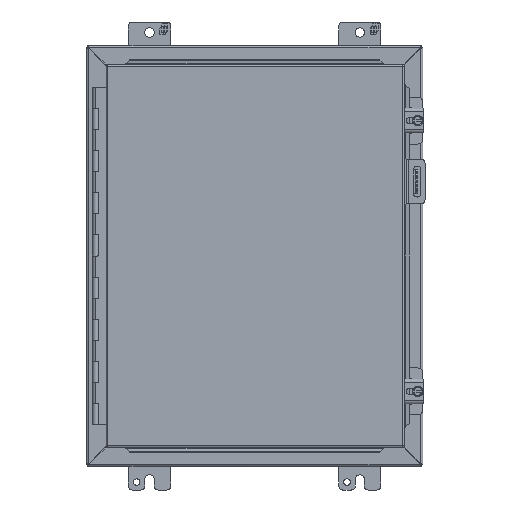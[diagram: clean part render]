
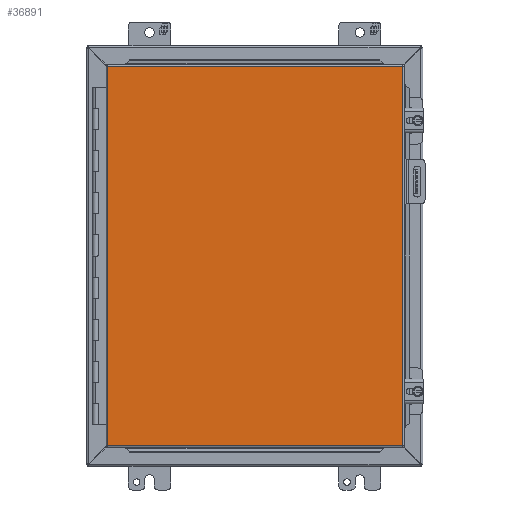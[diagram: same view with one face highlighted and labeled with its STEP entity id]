
A CAD part, front view. The second image highlights one B-rep face of the part: STEP entity #36891.
In plain terms, the highlighted planar face has unit normal (0, -1, 0).
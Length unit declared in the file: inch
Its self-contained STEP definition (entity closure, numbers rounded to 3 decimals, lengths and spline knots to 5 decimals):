
#562 = EDGE_CURVE ( 'NONE', #38550, #15197, #35868, .T. ) ;
#2697 = DIRECTION ( 'NONE',  ( 1., 0., 0. ) ) ;
#3590 = ORIENTED_EDGE ( 'NONE', *, *, #14426, .T. ) ;
#4041 = DIRECTION ( 'NONE',  ( -1., 0., 0. ) ) ;
#4150 = DIRECTION ( 'NONE',  ( 0., 0., -1. ) ) ;
#6815 = ORIENTED_EDGE ( 'NONE', *, *, #20615, .T. ) ;
#6938 = DIRECTION ( 'NONE',  ( 0., 0., 1. ) ) ;
#10998 = CARTESIAN_POINT ( 'NONE',  ( -6.98426, -9.18504, 9.02376 ) ) ;
#11776 = FACE_OUTER_BOUND ( 'NONE', #38050, .T. ) ;
#14426 = EDGE_CURVE ( 'NONE', #24730, #23737, #37855, .T. ) ;
#14640 = ORIENTED_EDGE ( 'NONE', *, *, #562, .T. ) ;
#14947 = PLANE ( 'NONE',  #19702 ) ;
#15197 = VERTEX_POINT ( 'NONE', #30951 ) ;
#15571 = VECTOR ( 'NONE', #2697, 39.37008 ) ;
#15859 = VECTOR ( 'NONE', #35655, 39.37008 ) ;
#18235 = CARTESIAN_POINT ( 'NONE',  ( -6.98426, -9.18504, 9.02376 ) ) ;
#18321 = CARTESIAN_POINT ( 'NONE',  ( -6.98426, -9.18504, 9.02376 ) ) ;
#19582 = VECTOR ( 'NONE', #6938, 39.37008 ) ;
#19702 = AXIS2_PLACEMENT_3D ( 'NONE', #32126, #21713, #4150 ) ;
#20615 = EDGE_CURVE ( 'NONE', #15197, #24730, #23896, .T. ) ;
#21403 = CARTESIAN_POINT ( 'NONE',  ( 7.04626, -9.18504, 9.02376 ) ) ;
#21713 = DIRECTION ( 'NONE',  ( 0., -1., 0. ) ) ;
#23737 = VERTEX_POINT ( 'NONE', #21403 ) ;
#23896 = LINE ( 'NONE', #37642, #15571 ) ;
#24730 = VERTEX_POINT ( 'NONE', #35204 ) ;
#28742 = EDGE_CURVE ( 'NONE', #23737, #38550, #35618, .T. ) ;
#29620 = CARTESIAN_POINT ( 'NONE',  ( 7.04626, -9.18504, 9.02376 ) ) ;
#30951 = CARTESIAN_POINT ( 'NONE',  ( -6.98426, -9.18504, -9.02376 ) ) ;
#32126 = CARTESIAN_POINT ( 'NONE',  ( -6.98426, -9.18504, 9.02376 ) ) ;
#35204 = CARTESIAN_POINT ( 'NONE',  ( 7.04626, -9.18504, -9.02376 ) ) ;
#35618 = LINE ( 'NONE', #10998, #44051 ) ;
#35655 = DIRECTION ( 'NONE',  ( 0., 0., -1. ) ) ;
#35868 = LINE ( 'NONE', #18235, #15859 ) ;
#36891 = ADVANCED_FACE ( 'NONE', ( #11776 ), #14947, .T. ) ;
#37642 = CARTESIAN_POINT ( 'NONE',  ( -6.98426, -9.18504, -9.02376 ) ) ;
#37855 = LINE ( 'NONE', #29620, #19582 ) ;
#38050 = EDGE_LOOP ( 'NONE', ( #3590, #42870, #14640, #6815 ) ) ;
#38550 = VERTEX_POINT ( 'NONE', #18321 ) ;
#42870 = ORIENTED_EDGE ( 'NONE', *, *, #28742, .T. ) ;
#44051 = VECTOR ( 'NONE', #4041, 39.37008 ) ;
